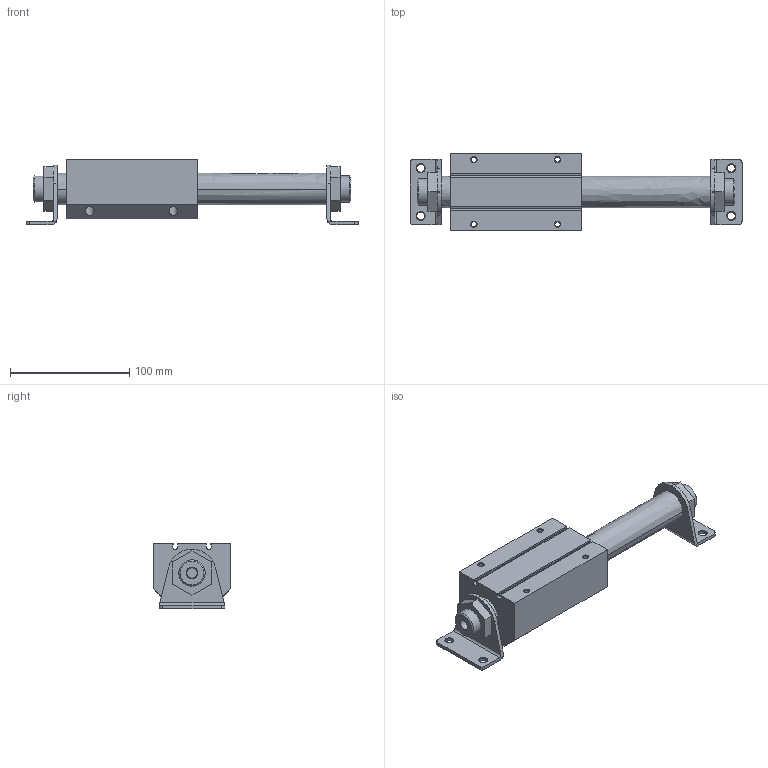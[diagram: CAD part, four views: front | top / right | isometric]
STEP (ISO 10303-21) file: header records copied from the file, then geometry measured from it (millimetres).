
FILE_DESCRIPTION((''),'2;1');
FILE_NAME('MFCP25X100LA.STEP','2012-11-23T13:47:25',('Administrator'),(''),'CADlook_v9.0','Cimatron E 8.0','');
FILE_SCHEMA(('AUTOMOTIVE_DESIGN { 1 2 10303 214 0 1 1 1 }'));
Length unit declared in the file: millimetre
Bounding box: 278 x 65 x 55 mm (x, y, z)
Volume: 429244.7 mm3; surface area: 81958.9 mm2
Topology: 2 solids, 2 shells, 150 faces, 418 edges, 284 vertices
Faces by surface type: plane 78, cylinder 44, cone 24, bspline 4
Full cylindrical faces by diameter (mm): 4.3 x4, 6.5 x2, 7.5 x4, 8.566 x2, 22 x2
Entity records: 6989 total; most frequent: CARTESIAN_POINT 1877, DIRECTION 806, ORIENTED_EDGE 784, EDGE_CURVE 392, AXIS2_PLACEMENT_3D 291, VERTEX_POINT 284, VECTOR 224, LINE 224
